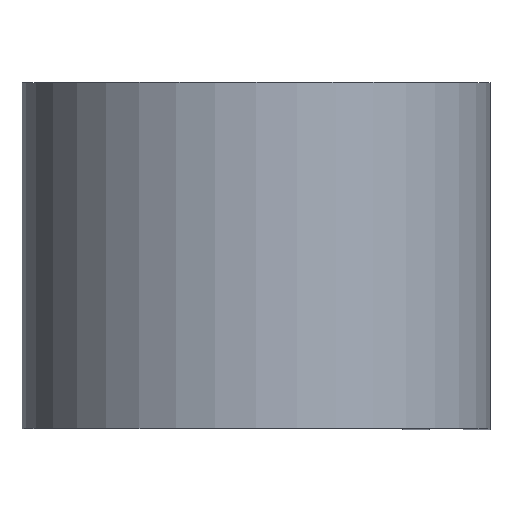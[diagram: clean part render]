
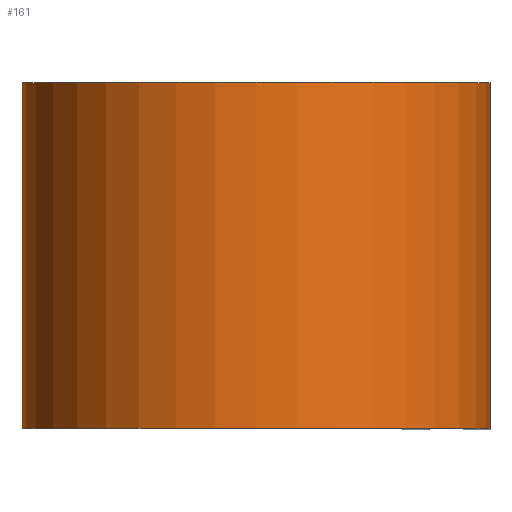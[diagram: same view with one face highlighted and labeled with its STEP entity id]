
A CAD part, top view. The second image highlights one B-rep face of the part: STEP entity #161.
In plain terms, the highlighted cylindrical face has radius 10.744 mm (diameter 21.488 mm), a partial arc.
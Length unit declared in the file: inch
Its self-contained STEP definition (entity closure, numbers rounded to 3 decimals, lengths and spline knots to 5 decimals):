
#2 = CARTESIAN_POINT ( 'NONE',  ( 0., 0.3125, 0. ) ) ;
#8 = AXIS2_PLACEMENT_3D ( 'NONE', #650, #354, #722 ) ;
#80 = ORIENTED_EDGE ( 'NONE', *, *, #514, .F. ) ;
#94 = DIRECTION ( 'NONE',  ( 0., -1., 0. ) ) ;
#125 = VERTEX_POINT ( 'NONE', #224 ) ;
#159 = DIRECTION ( 'NONE',  ( 0., 0., -1. ) ) ;
#161 = ADVANCED_FACE ( 'NONE', ( #341 ), #340, .T. ) ;
#224 = CARTESIAN_POINT ( 'NONE',  ( 0.423, -0.3125, 0. ) ) ;
#230 = EDGE_LOOP ( 'NONE', ( #727, #674, #80, #264 ) ) ;
#245 = VERTEX_POINT ( 'NONE', #572 ) ;
#246 = VERTEX_POINT ( 'NONE', #408 ) ;
#264 = ORIENTED_EDGE ( 'NONE', *, *, #607, .T. ) ;
#276 = CARTESIAN_POINT ( 'NONE',  ( 0., 0.3125, -0.423 ) ) ;
#340 = CYLINDRICAL_SURFACE ( 'NONE', #482, 0.423 ) ;
#341 = FACE_OUTER_BOUND ( 'NONE', #230, .T. ) ;
#352 = VERTEX_POINT ( 'NONE', #276 ) ;
#354 = DIRECTION ( 'NONE',  ( 0., 1., 0. ) ) ;
#362 = CARTESIAN_POINT ( 'NONE',  ( 0., -0.3125, 0. ) ) ;
#397 = AXIS2_PLACEMENT_3D ( 'NONE', #362, #734, #406 ) ;
#406 = DIRECTION ( 'NONE',  ( 1., 0., 0. ) ) ;
#408 = CARTESIAN_POINT ( 'NONE',  ( 0.423, 0.3125, 0. ) ) ;
#482 = AXIS2_PLACEMENT_3D ( 'NONE', #2, #728, #159 ) ;
#514 = EDGE_CURVE ( 'NONE', #352, #246, #663, .T. ) ;
#542 = CARTESIAN_POINT ( 'NONE',  ( 0.423, 0.3125, 0. ) ) ;
#546 = VECTOR ( 'NONE', #94, 39.37008 ) ;
#548 = LINE ( 'NONE', #542, #546 ) ;
#572 = CARTESIAN_POINT ( 'NONE',  ( 0., -0.3125, -0.423 ) ) ;
#589 = DIRECTION ( 'NONE',  ( 0., -1., 0. ) ) ;
#598 = VECTOR ( 'NONE', #589, 39.37008 ) ;
#607 = EDGE_CURVE ( 'NONE', #352, #245, #655, .T. ) ;
#619 = EDGE_CURVE ( 'NONE', #245, #125, #704, .T. ) ;
#650 = CARTESIAN_POINT ( 'NONE',  ( 0., 0.3125, 0. ) ) ;
#655 = LINE ( 'NONE', #729, #598 ) ;
#663 = CIRCLE ( 'NONE', #8, 0.423 ) ;
#669 = EDGE_CURVE ( 'NONE', #246, #125, #548, .T. ) ;
#674 = ORIENTED_EDGE ( 'NONE', *, *, #669, .F. ) ;
#704 = CIRCLE ( 'NONE', #397, 0.423 ) ;
#722 = DIRECTION ( 'NONE',  ( 1., 0., 0. ) ) ;
#727 = ORIENTED_EDGE ( 'NONE', *, *, #619, .T. ) ;
#728 = DIRECTION ( 'NONE',  ( 0., -1., 0. ) ) ;
#729 = CARTESIAN_POINT ( 'NONE',  ( 0., 0.3125, -0.423 ) ) ;
#734 = DIRECTION ( 'NONE',  ( 0., 1., 0. ) ) ;
